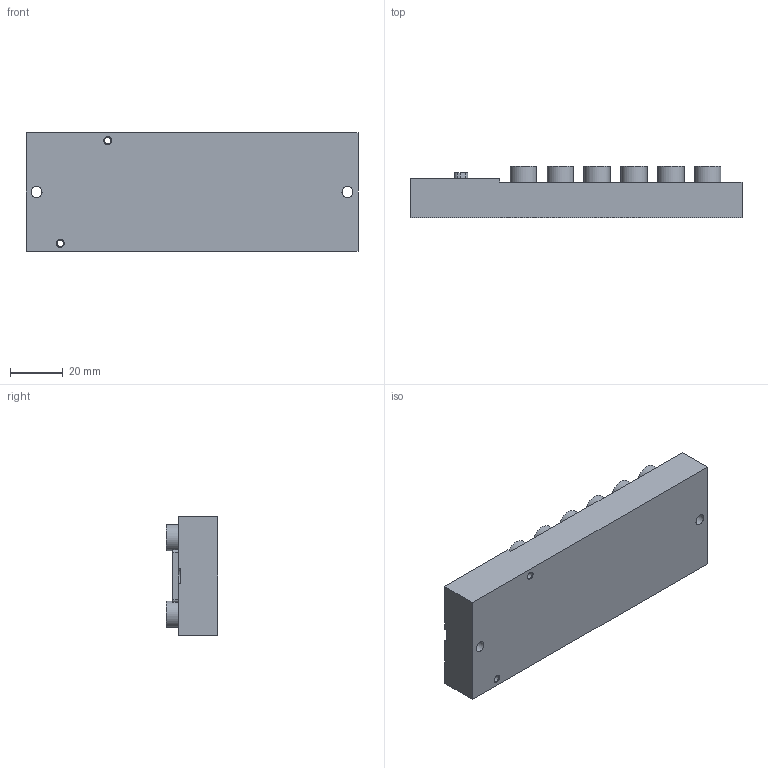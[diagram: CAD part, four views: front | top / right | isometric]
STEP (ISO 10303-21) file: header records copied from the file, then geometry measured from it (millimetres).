
FILE_DESCRIPTION(/* description */ ('STEP AP214'),/* implementation_level */ '2;1');
FILE_NAME(/* name */ '177670_MPV-E_A12-M8',/* time_stamp */ '2024-09-06T20:46:11+02:00',/* author */ ('License CC BY-ND 4.0'),/* organization */ ('CADENAS'),/* preprocessor_version */ 'ST-DEVELOPER v19.3',/* originating_system */ 'PARTsolutions',/* authorisation */ ' ');
FILE_SCHEMA (('AUTOMOTIVE_DESIGN {1 0 10303 214 3 1 1}'));
Length unit declared in the file: millimetre
Products named in the file (1): 177670 MPV-E/A12-M8
Bounding box: 126 x 19.5 x 45 mm (x, y, z)
Volume: 83305.7 mm3; surface area: 21813.5 mm2
Topology: 1 solids, 1 shells, 119 faces, 238 edges, 158 vertices
Faces by surface type: plane 57, cylinder 46, cone 16
Full cylindrical faces by diameter (mm): 2.459 x2, 4.2 x2, 8 x12, 9 x12, 10 x12
Entity records: 2764 total; most frequent: DIRECTION 516, CARTESIAN_POINT 432, ORIENTED_EDGE 336, AXIS2_PLACEMENT_3D 228, EDGE_LOOP 220, FACE_BOUND 220, EDGE_CURVE 168, VERTEX_POINT 144
